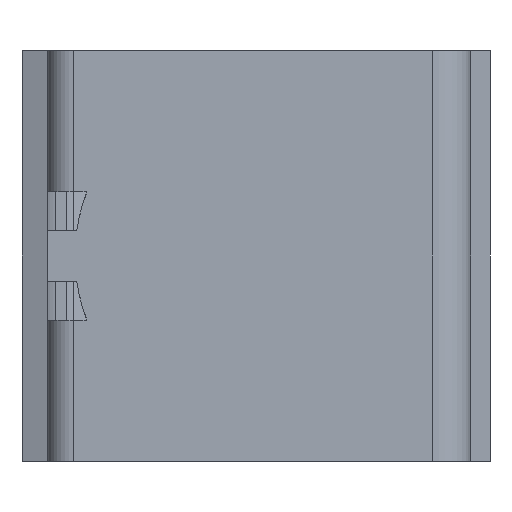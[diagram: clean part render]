
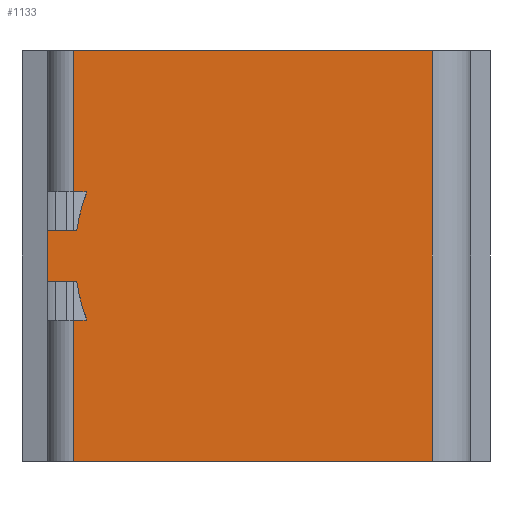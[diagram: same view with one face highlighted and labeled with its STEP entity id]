
A CAD part, left-side view. The second image highlights one B-rep face of the part: STEP entity #1133.
In plain terms, the highlighted planar face has unit normal (-1, 0, 0).
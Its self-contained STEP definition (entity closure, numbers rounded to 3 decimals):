
#6=DIRECTION('',(0.,-1.,0.));
#7=VECTOR('',#6,28.);
#8=CARTESIAN_POINT('',(-29.806,16.217,-16.));
#9=LINE('',#8,#7);
#131=DIRECTION('',(0.,0.,-1.));
#132=VECTOR('',#131,11.);
#133=CARTESIAN_POINT('',(-29.806,16.217,-5.));
#134=LINE('',#133,#132);
#259=DIRECTION('',(0.,1.,0.));
#260=VECTOR('',#259,2.269);
#261=CARTESIAN_POINT('',(-29.806,15.949,-2.));
#262=LINE('',#261,#260);
#263=DIRECTION('',(0.,0.,1.));
#264=VECTOR('',#263,4.);
#265=CARTESIAN_POINT('',(-29.806,18.217,-2.));
#266=LINE('',#265,#264);
#267=DIRECTION('',(0.,-1.,0.));
#268=VECTOR('',#267,2.269);
#269=CARTESIAN_POINT('',(-29.806,18.217,2.));
#270=LINE('',#269,#268);
#271=CARTESIAN_POINT('',(-29.806,2.092,
0.));
#272=DIRECTION('',(1.,0.,0.));
#273=DIRECTION('',(0.,0.99,0.143));
#274=AXIS2_PLACEMENT_3D('',#271,#272,#273);
#276=CARTESIAN_POINT('',(-29.806,15.217,4.5));
#277=DIRECTION('',(-1.,0.,0.));
#278=DIRECTION('',(0.,-0.095,0.995));
#279=AXIS2_PLACEMENT_3D('',#276,#277,#278);
#281=DIRECTION('',(0.,-1.,0.));
#282=VECTOR('',#281,28.);
#283=CARTESIAN_POINT('',(-29.806,16.217,16.));
#284=LINE('',#283,#282);
#285=DIRECTION('',(0.,-1.,0.));
#286=VECTOR('',#285,1.);
#287=CARTESIAN_POINT('',(-29.806,16.217,-5.));
#288=LINE('',#287,#286);
#289=CARTESIAN_POINT('',(-29.806,15.217,-4.5));
#290=DIRECTION('',(-1.,0.,0.));
#291=DIRECTION('',(0.,0.,-1.));
#292=AXIS2_PLACEMENT_3D('',#289,#290,#291);
#294=CARTESIAN_POINT('',(-29.806,2.092,
0.));
#295=DIRECTION('',(1.,0.,0.));
#296=DIRECTION('',(0.,0.934,-0.357));
#297=AXIS2_PLACEMENT_3D('',#294,#295,#296);
#329=DIRECTION('',(0.,-1.,0.));
#330=VECTOR('',#329,1.);
#331=CARTESIAN_POINT('',(-29.806,16.217,5.));
#332=LINE('',#331,#330);
#369=DIRECTION('',(0.,0.,-1.));
#370=VECTOR('',#369,11.);
#371=CARTESIAN_POINT('',(-29.806,16.217,16.));
#372=LINE('',#371,#370);
#585=DIRECTION('',(0.,0.,1.));
#586=VECTOR('',#585,32.);
#587=CARTESIAN_POINT('',(-29.806,-11.783,-16.));
#588=LINE('',#587,#586);
#610=CARTESIAN_POINT('',(-29.806,16.217,-16.));
#612=VERTEX_POINT('',#610);
#613=CARTESIAN_POINT('',(-29.806,-11.783,-16.));
#614=VERTEX_POINT('',#613);
#670=CARTESIAN_POINT('',(-29.806,16.217,-5.));
#672=VERTEX_POINT('',#670);
#690=CARTESIAN_POINT('',(-29.806,15.217,-5.));
#691=VERTEX_POINT('',#690);
#712=CARTESIAN_POINT('',(-29.806,15.17,4.998));
#713=VERTEX_POINT('',#712);
#714=CARTESIAN_POINT('',(-29.806,15.949,2.));
#715=VERTEX_POINT('',#714);
#720=CARTESIAN_POINT('',(-29.806,15.949,-2.));
#721=VERTEX_POINT('',#720);
#722=CARTESIAN_POINT('',(-29.806,15.17,-4.998));
#723=VERTEX_POINT('',#722);
#724=CARTESIAN_POINT('',(-29.806,15.217,5.));
#725=VERTEX_POINT('',#724);
#726=CARTESIAN_POINT('',(-29.806,18.217,-2.));
#727=VERTEX_POINT('',#726);
#728=CARTESIAN_POINT('',(-29.806,18.217,2.));
#729=VERTEX_POINT('',#728);
#730=CARTESIAN_POINT('',(-29.806,16.217,5.));
#731=VERTEX_POINT('',#730);
#732=CARTESIAN_POINT('',(-29.806,16.217,16.));
#733=VERTEX_POINT('',#732);
#734=CARTESIAN_POINT('',(-29.806,-11.783,16.));
#735=VERTEX_POINT('',#734);
#1104=CARTESIAN_POINT('',(-29.806,3.217,0.));
#1105=DIRECTION('',(1.,0.,0.));
#1106=DIRECTION('',(0.,-1.,0.));
#1107=AXIS2_PLACEMENT_3D('',#1104,#1105,#1106);
#1108=PLANE('',#1107);
#1110=ORIENTED_EDGE('',*,*,#1109,.T.);
#1112=ORIENTED_EDGE('',*,*,#1111,.T.);
#1114=ORIENTED_EDGE('',*,*,#1113,.T.);
#1115=ORIENTED_EDGE('',*,*,#1075,.T.);
#1116=ORIENTED_EDGE('',*,*,#1095,.T.);
#1118=ORIENTED_EDGE('',*,*,#1117,.F.);
#1120=ORIENTED_EDGE('',*,*,#1119,.F.);
#1122=ORIENTED_EDGE('',*,*,#1121,.T.);
#1124=ORIENTED_EDGE('',*,*,#1123,.F.);
#1125=ORIENTED_EDGE('',*,*,#806,.F.);
#1126=ORIENTED_EDGE('',*,*,#878,.F.);
#1127=ORIENTED_EDGE('',*,*,#910,.T.);
#1129=ORIENTED_EDGE('',*,*,#1128,.T.);
#1130=ORIENTED_EDGE('',*,*,#1083,.T.);
#1131=EDGE_LOOP('',(#1110,#1112,#1114,#1115,#1116,#1118,#1120,#1122,#1124,#1125,
#1126,#1127,#1129,#1130));
#1132=FACE_OUTER_BOUND('',#1131,.F.);
#1133=ADVANCED_FACE('',(#1132),#1108,.F.);
#275=CIRCLE('',#274,14.);
#280=CIRCLE('',#279,0.5);
#293=CIRCLE('',#292,0.5);
#298=CIRCLE('',#297,14.);
#806=EDGE_CURVE('',#612,#614,#9,.T.);
#878=EDGE_CURVE('',#672,#612,#134,.T.);
#910=EDGE_CURVE('',#672,#691,#288,.T.);
#1075=EDGE_CURVE('',#715,#713,#275,.T.);
#1083=EDGE_CURVE('',#723,#721,#298,.T.);
#1095=EDGE_CURVE('',#713,#725,#280,.T.);
#1109=EDGE_CURVE('',#721,#727,#262,.T.);
#1111=EDGE_CURVE('',#727,#729,#266,.T.);
#1113=EDGE_CURVE('',#729,#715,#270,.T.);
#1117=EDGE_CURVE('',#731,#725,#332,.T.);
#1119=EDGE_CURVE('',#733,#731,#372,.T.);
#1121=EDGE_CURVE('',#733,#735,#284,.T.);
#1123=EDGE_CURVE('',#614,#735,#588,.T.);
#1128=EDGE_CURVE('',#691,#723,#293,.T.);
